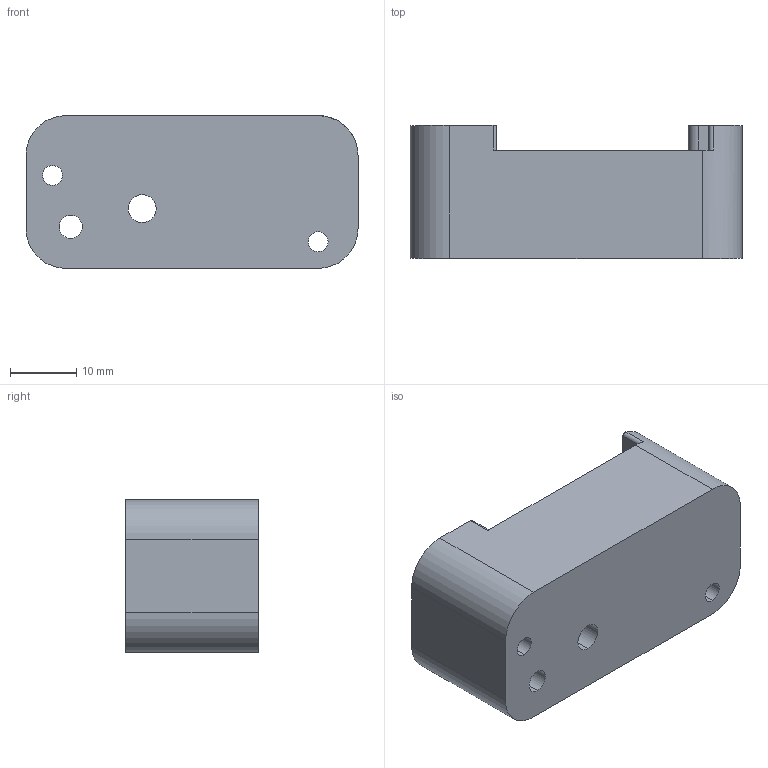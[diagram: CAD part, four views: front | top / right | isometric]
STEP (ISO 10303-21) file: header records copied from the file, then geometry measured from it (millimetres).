
FILE_DESCRIPTION (( 'STEP AP214' ), '1' );
FILE_NAME ('nut - right1.STEP', '2017-04-12T07:43:26', ( '' ), ( '' ), 'SwSTEP 2.0', 'SolidWorks 2015', '' );
FILE_SCHEMA (( 'AUTOMOTIVE_DESIGN' ));
Length unit declared in the file: millimetre
Products named in the file (1): nut - right1
Bounding box: 50 x 20 x 23 mm (x, y, z)
Volume: 17773.5 mm3; surface area: 6013.8 mm2
Topology: 1 solids, 1 shells, 48 faces, 129 edges, 86 vertices
Faces by surface type: cylinder 27, plane 21
Entity records: 1578 total; most frequent: DIRECTION 282, CARTESIAN_POINT 264, ORIENTED_EDGE 258, EDGE_CURVE 129, AXIS2_PLACEMENT_3D 104, VERTEX_POINT 86, VECTOR 74, LINE 74
